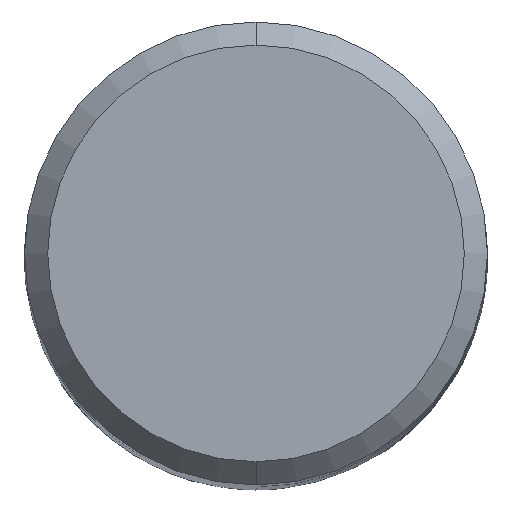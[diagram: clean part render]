
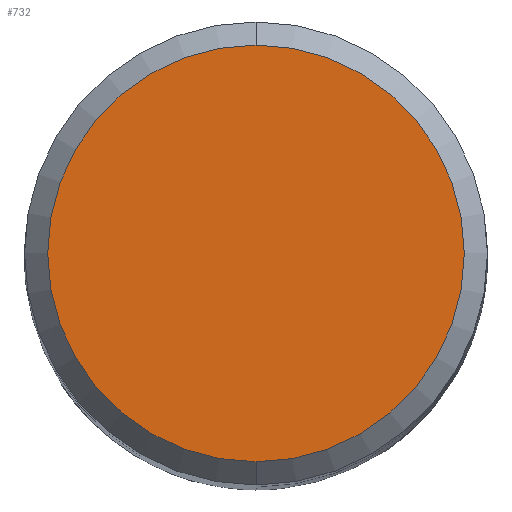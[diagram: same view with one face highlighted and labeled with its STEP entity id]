
A CAD part, top view. The second image highlights one B-rep face of the part: STEP entity #732.
In plain terms, the highlighted planar face has unit normal (0, 0, 1).
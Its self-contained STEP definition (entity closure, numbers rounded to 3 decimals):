
#732=ADVANCED_FACE('',(#1597),#1598,.T.);
#826=VERTEX_POINT('',#1704);
#912=VERTEX_POINT('',#1795);
#1072=EDGE_CURVE('',#826,#912,#1973,.T.);
#1162=EDGE_CURVE('',#912,#826,#2070,.T.);
#1597=FACE_OUTER_BOUND('',#3452,.T.);
#1598=PLANE('',#3453);
#1704=CARTESIAN_POINT('',(0.0,9.0,0.0));
#1795=CARTESIAN_POINT('',(0.,-9.0,0.0));
#1973=CIRCLE('',#6001,9.0);
#2070=CIRCLE('',#6453,9.0);
#3452=EDGE_LOOP('',(#7605,#7606));
#3453=AXIS2_PLACEMENT_3D('',#7607,#7608,#7609);
#6001=AXIS2_PLACEMENT_3D('',#8092,#8093,#8094);
#6453=AXIS2_PLACEMENT_3D('',#8195,#8196,#8197);
#7605=ORIENTED_EDGE('',*,*,#1072,.F.);
#7606=ORIENTED_EDGE('',*,*,#1162,.F.);
#7607=CARTESIAN_POINT('',(0.0,4.5,0.0));
#7608=DIRECTION('',(-0.0,0.0,1.0));
#7609=DIRECTION('',(0.0,-1.0,0.0));
#8092=CARTESIAN_POINT('',(0.0,0.0,0.0));
#8093=DIRECTION('',(0.0,0.0,-1.0));
#8094=DIRECTION('',(0.0,1.0,0.0));
#8195=CARTESIAN_POINT('',(0.0,0.0,0.0));
#8196=DIRECTION('',(0.0,0.0,-1.0));
#8197=DIRECTION('',(0.0,1.0,0.0));
